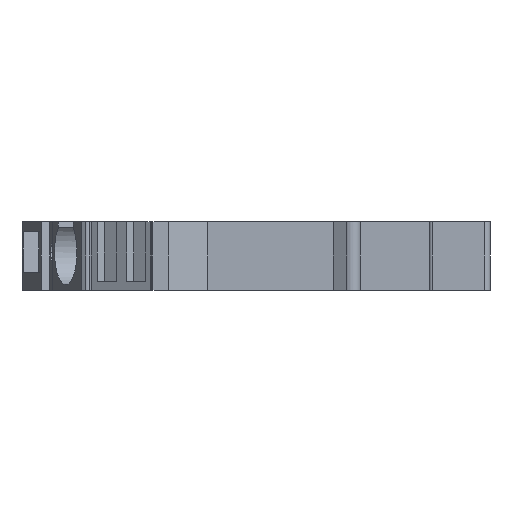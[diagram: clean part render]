
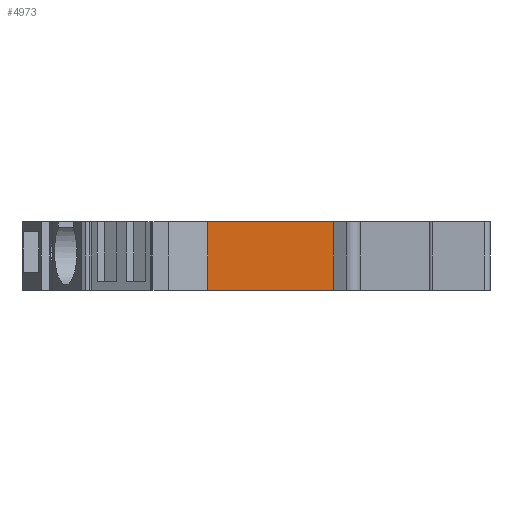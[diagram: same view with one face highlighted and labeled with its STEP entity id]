
A CAD part, left-side view. The second image highlights one B-rep face of the part: STEP entity #4973.
In plain terms, the highlighted planar face has unit normal (-1, 0, 0).
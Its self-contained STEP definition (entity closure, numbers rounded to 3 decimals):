
#425=DIRECTION('',(0.,1.,0.));
#426=VECTOR('',#425,11.14);
#427=CARTESIAN_POINT('',(-30.,7.1,0.));
#428=LINE('',#427,#426);
#959=DIRECTION('',(0.,1.,0.));
#960=VECTOR('',#959,11.14);
#961=CARTESIAN_POINT('',(-30.,7.1,-6.1));
#962=LINE('',#961,#960);
#1763=DIRECTION('',(0.,0.,1.));
#1764=VECTOR('',#1763,6.1);
#1765=CARTESIAN_POINT('',(-30.,7.1,-6.1));
#1766=LINE('',#1765,#1764);
#1767=DIRECTION('',(0.,0.,-1.));
#1768=VECTOR('',#1767,6.1);
#1769=CARTESIAN_POINT('',(-30.,18.24,0.));
#1770=LINE('',#1769,#1768);
#2085=CARTESIAN_POINT('',(-30.,18.24,0.));
#2087=VERTEX_POINT('',#2085);
#2089=CARTESIAN_POINT('',(-30.,18.24,-6.1));
#2090=VERTEX_POINT('',#2089);
#2241=CARTESIAN_POINT('',(-30.,7.1,-6.1));
#2242=CARTESIAN_POINT('',(-30.,7.1,0.));
#2243=VERTEX_POINT('',#2241);
#2244=VERTEX_POINT('',#2242);
#4961=CARTESIAN_POINT('',(-30.,0.,0.));
#4962=DIRECTION('',(1.,0.,0.));
#4963=DIRECTION('',(0.,1.,0.));
#4964=AXIS2_PLACEMENT_3D('',#4961,#4962,#4963);
#4965=PLANE('',#4964);
#4966=ORIENTED_EDGE('',*,*,#4953,.F.);
#4967=ORIENTED_EDGE('',*,*,#3541,.T.);
#4969=ORIENTED_EDGE('',*,*,#4968,.F.);
#4970=ORIENTED_EDGE('',*,*,#2914,.F.);
#4971=EDGE_LOOP('',(#4966,#4967,#4969,#4970));
#4972=FACE_OUTER_BOUND('',#4971,.F.);
#4973=ADVANCED_FACE('',(#4972),#4965,.F.);
#2914=EDGE_CURVE('',#2244,#2087,#428,.T.);
#3541=EDGE_CURVE('',#2243,#2090,#962,.T.);
#4953=EDGE_CURVE('',#2243,#2244,#1766,.T.);
#4968=EDGE_CURVE('',#2087,#2090,#1770,.T.);
